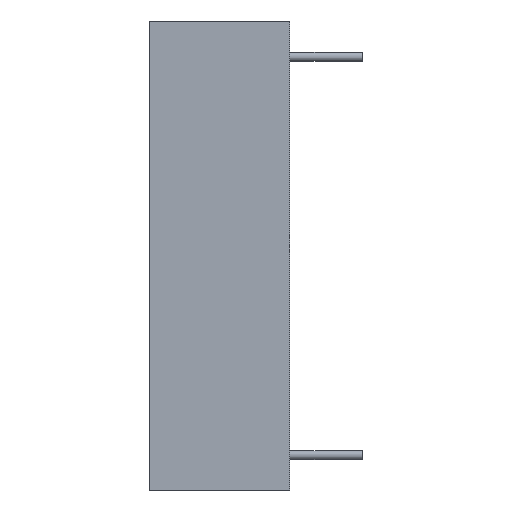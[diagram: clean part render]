
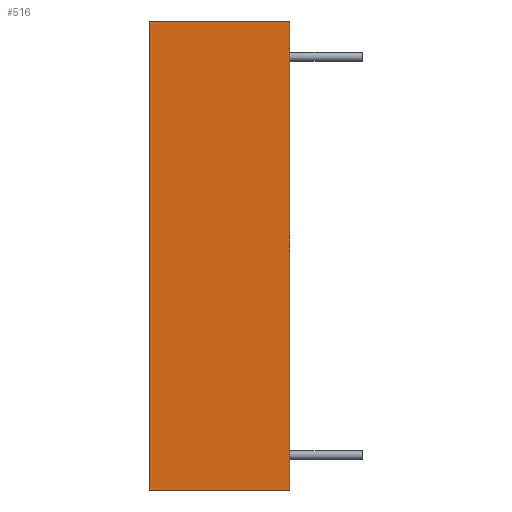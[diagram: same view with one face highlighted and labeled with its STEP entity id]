
A CAD part, left-side view. The second image highlights one B-rep face of the part: STEP entity #516.
In plain terms, the highlighted planar face has unit normal (-1, 0, 0).
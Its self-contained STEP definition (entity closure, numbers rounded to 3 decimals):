
#52 = VERTEX_POINT ( 'NONE', #1368 ) ;
#151 = DIRECTION ( 'NONE',  ( 0., 0., -1. ) ) ;
#174 = DIRECTION ( 'NONE',  ( 0., -1., 0. ) ) ;
#216 = CARTESIAN_POINT ( 'NONE',  ( -17.9, 7.74, 12.925 ) ) ;
#230 = CARTESIAN_POINT ( 'NONE',  ( -17.9, 7.74, -12.925 ) ) ;
#350 = EDGE_CURVE ( 'NONE', #724, #1224, #662, .T. ) ;
#367 = EDGE_CURVE ( 'NONE', #1224, #1427, #403, .T. ) ;
#403 = LINE ( 'NONE', #1128, #1212 ) ;
#446 = DIRECTION ( 'NONE',  ( 0., 0., -1. ) ) ;
#469 = DIRECTION ( 'NONE',  ( 0., 0., 1. ) ) ;
#499 = DIRECTION ( 'NONE',  ( 0., -1., 0. ) ) ;
#516 = ADVANCED_FACE ( 'NONE', ( #1051 ), #749, .T. ) ;
#662 = LINE ( 'NONE', #1569, #1306 ) ;
#724 = VERTEX_POINT ( 'NONE', #216 ) ;
#749 = PLANE ( 'NONE',  #974 ) ;
#790 = CARTESIAN_POINT ( 'NONE',  ( -17.9, 0., -12.925 ) ) ;
#929 = VECTOR ( 'NONE', #499, 1000. ) ;
#974 = AXIS2_PLACEMENT_3D ( 'NONE', #1723, #1596, #469 ) ;
#1013 = ORIENTED_EDGE ( 'NONE', *, *, #367, .F. ) ;
#1051 = FACE_OUTER_BOUND ( 'NONE', #1056, .T. ) ;
#1056 = EDGE_LOOP ( 'NONE', ( #1013, #1551, #1524, #1487 ) ) ;
#1128 = CARTESIAN_POINT ( 'NONE',  ( -17.9, 0., 0. ) ) ;
#1169 = EDGE_CURVE ( 'NONE', #724, #52, #1187, .T. ) ;
#1187 = LINE ( 'NONE', #1272, #1240 ) ;
#1212 = VECTOR ( 'NONE', #446, 1000. ) ;
#1224 = VERTEX_POINT ( 'NONE', #1686 ) ;
#1240 = VECTOR ( 'NONE', #151, 1000. ) ;
#1272 = CARTESIAN_POINT ( 'NONE',  ( -17.9, 7.74, 0. ) ) ;
#1306 = VECTOR ( 'NONE', #174, 1000. ) ;
#1368 = CARTESIAN_POINT ( 'NONE',  ( -17.9, 7.74, -12.925 ) ) ;
#1420 = LINE ( 'NONE', #230, #929 ) ;
#1427 = VERTEX_POINT ( 'NONE', #790 ) ;
#1439 = EDGE_CURVE ( 'NONE', #52, #1427, #1420, .T. ) ;
#1487 = ORIENTED_EDGE ( 'NONE', *, *, #1439, .T. ) ;
#1524 = ORIENTED_EDGE ( 'NONE', *, *, #1169, .T. ) ;
#1551 = ORIENTED_EDGE ( 'NONE', *, *, #350, .F. ) ;
#1569 = CARTESIAN_POINT ( 'NONE',  ( -17.9, 7.74, 12.925 ) ) ;
#1596 = DIRECTION ( 'NONE',  ( -1., 0., 0. ) ) ;
#1686 = CARTESIAN_POINT ( 'NONE',  ( -17.9, 0., 12.925 ) ) ;
#1723 = CARTESIAN_POINT ( 'NONE',  ( -17.9, 7.74, 0. ) ) ;
